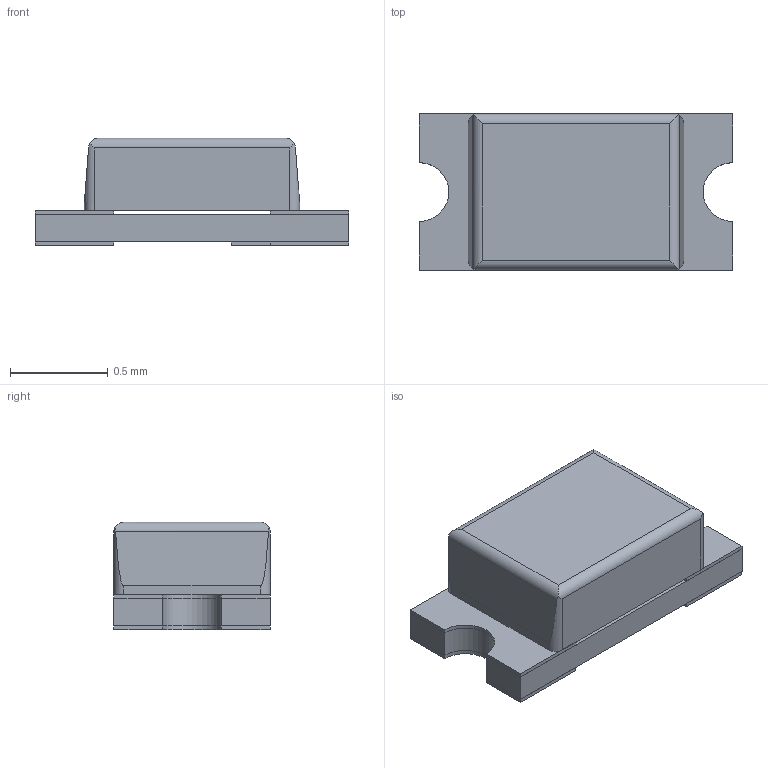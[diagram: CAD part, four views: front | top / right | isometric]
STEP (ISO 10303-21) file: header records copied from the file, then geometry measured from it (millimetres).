
FILE_DESCRIPTION (( 'STEP AP214' ), '1' );
FILE_NAME ('0603 Blueeee.STEP', '2022-09-18T09:03:51', ( '' ), ( '' ), 'SwSTEP 2.0', 'SolidWorks 2021', '' );
FILE_SCHEMA (( 'AUTOMOTIVE_DESIGN' ));
Length unit declared in the file: metre
Products named in the file (1): 0603 Blueeee
Bounding box: 1.6 x 0.8 x 0.55 mm (x, y, z)
Volume: 0.5 mm3; surface area: 9 mm2
Topology: 7 solids, 7 shells, 67 faces, 166 edges, 111 vertices
Faces by surface type: plane 48, cylinder 17, sphere 2
Entity records: 2027 total; most frequent: CARTESIAN_POINT 385, ORIENTED_EDGE 322, DIRECTION 305, EDGE_CURVE 161, VECTOR 121, LINE 121, VERTEX_POINT 108, AXIS2_PLACEMENT_3D 92
